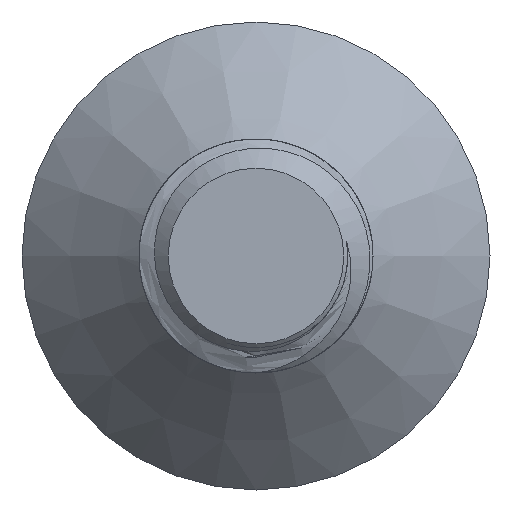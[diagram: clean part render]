
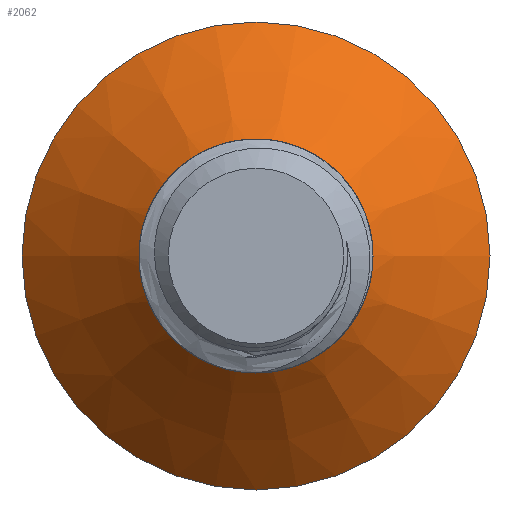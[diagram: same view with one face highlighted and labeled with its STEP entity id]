
A CAD part, left-side view. The second image highlights one B-rep face of the part: STEP entity #2062.
In plain terms, the highlighted conical face has half-angle 45 degrees and reference radius 3 mm.
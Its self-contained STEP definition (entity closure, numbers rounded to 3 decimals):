
#38=CONICAL_SURFACE('',#2194,3.,0.785);
#138=FACE_OUTER_BOUND('',#252,.T.);
#252=EDGE_LOOP('',(#1602,#1603,#1604,#1605,#1606,#1607,#1608,#1609));
#274=CIRCLE('',#2099,3.);
#277=CIRCLE('',#2195,6.);
#278=CIRCLE('',#2196,2.35);
#473=B_SPLINE_CURVE_WITH_KNOTS('',3,(#9533,#9534,#9535,#9536,#9537,#9538,
#9539,#9540,#9541,#9542,#9543,#9544,#9545,#9546,#9547,#9548,#9549,#9550,
#9551,#9552,#9553,#9554,#9555,#9556),.UNSPECIFIED.,.F.,.F.,(4,2,2,2,2,2,
2,2,2,2,2,4),(0.581,0.588,0.639,0.677,
0.705,0.725,0.741,0.752,
0.76,0.768,0.772,0.775),
 .UNSPECIFIED.);
#474=B_SPLINE_CURVE_WITH_KNOTS('',3,(#9558,#9559,#9560,#9561,#9562,#9563,
#9564,#9565,#9566,#9567,#9568,#9569,#9570,#9571),.UNSPECIFIED.,.F.,.F.,
(4,2,2,2,2,2,4),(0.,0.083,0.149,
0.217,0.294,0.335,0.374),
 .UNSPECIFIED.);
#475=B_SPLINE_CURVE_WITH_KNOTS('',3,(#9574,#9575,#9576,#9577,#9578,#9579,
#9580,#9581,#9582,#9583,#9584,#9585,#9586,#9587,#9588,#9589,#9590,#9591),
 .UNSPECIFIED.,.F.,.F.,(4,2,2,2,2,2,2,2,4),(0.,0.062,
0.127,0.223,0.31,0.392,
0.463,0.529,0.581),.UNSPECIFIED.);
#575=LINE('',#9532,#682);
#682=VECTOR('',#2516,3.);
#699=VERTEX_POINT('',#2593);
#700=VERTEX_POINT('',#2604);
#889=VERTEX_POINT('',#9529);
#890=VERTEX_POINT('',#9531);
#891=VERTEX_POINT('',#9557);
#892=VERTEX_POINT('',#9572);
#910=EDGE_CURVE('',#700,#699,#274,.T.);
#1190=EDGE_CURVE('',#889,#889,#277,.T.);
#1191=EDGE_CURVE('',#889,#890,#575,.T.);
#1192=EDGE_CURVE('',#890,#700,#473,.T.);
#1193=EDGE_CURVE('',#699,#891,#474,.T.);
#1194=EDGE_CURVE('',#891,#892,#278,.T.);
#1195=EDGE_CURVE('',#892,#890,#475,.T.);
#1602=ORIENTED_EDGE('',*,*,#1190,.F.);
#1603=ORIENTED_EDGE('',*,*,#1191,.T.);
#1604=ORIENTED_EDGE('',*,*,#1192,.T.);
#1605=ORIENTED_EDGE('',*,*,#910,.T.);
#1606=ORIENTED_EDGE('',*,*,#1193,.T.);
#1607=ORIENTED_EDGE('',*,*,#1194,.T.);
#1608=ORIENTED_EDGE('',*,*,#1195,.T.);
#1609=ORIENTED_EDGE('',*,*,#1191,.F.);
#2062=ADVANCED_FACE('',(#138),#38,.T.);
#2099=AXIS2_PLACEMENT_3D('',#2605,#2231,#2232);
#2194=AXIS2_PLACEMENT_3D('',#9528,#2512,#2513);
#2195=AXIS2_PLACEMENT_3D('',#9530,#2514,#2515);
#2196=AXIS2_PLACEMENT_3D('',#9573,#2517,#2518);
#2231=DIRECTION('center_axis',(0.,0.,1.));
#2232=DIRECTION('ref_axis',(0.,-1.,0.));
#2512=DIRECTION('center_axis',(0.,0.,1.));
#2513=DIRECTION('ref_axis',(0.,-1.,0.));
#2514=DIRECTION('center_axis',(0.,0.,1.));
#2515=DIRECTION('ref_axis',(0.,-1.,0.));
#2516=DIRECTION('',(0.,-0.707,-0.707));
#2517=DIRECTION('center_axis',(0.,0.,1.));
#2518=DIRECTION('ref_axis',(1.,0.,0.));
#2593=CARTESIAN_POINT('',(2.851,-0.933,-3.3));
#2604=CARTESIAN_POINT('',(1.357,-2.676,-3.3));
#2605=CARTESIAN_POINT('Origin',(0.,0.,-3.3));
#9528=CARTESIAN_POINT('Origin',(0.,0.,-3.3));
#9529=CARTESIAN_POINT('',(0.,6.,-0.3));
#9530=CARTESIAN_POINT('Origin',(0.,0.,-0.3));
#9531=CARTESIAN_POINT('',(0.,2.635,-3.665));
#9532=CARTESIAN_POINT('',(0.,3.,-3.3));
#9533=CARTESIAN_POINT('Ctrl Pts',(0.,2.635,
-3.665));
#9534=CARTESIAN_POINT('Ctrl Pts',(-0.047,2.637,
-3.663));
#9535=CARTESIAN_POINT('Ctrl Pts',(-0.095,2.638,
-3.661));
#9536=CARTESIAN_POINT('Ctrl Pts',(-0.481,2.631,-3.647));
#9537=CARTESIAN_POINT('Ctrl Pts',(-0.813,2.561,-3.634));
#9538=CARTESIAN_POINT('Ctrl Pts',(-1.35,2.338,-3.611));
#9539=CARTESIAN_POINT('Ctrl Pts',(-1.678,2.167,-3.598));
#9540=CARTESIAN_POINT('Ctrl Pts',(-2.243,1.596,-3.569));
#9541=CARTESIAN_POINT('Ctrl Pts',(-2.437,1.307,-3.556));
#9542=CARTESIAN_POINT('Ctrl Pts',(-2.672,0.759,-3.534));
#9543=CARTESIAN_POINT('Ctrl Pts',(-2.792,0.399,-3.52));
#9544=CARTESIAN_POINT('Ctrl Pts',(-2.799,-0.427,
-3.491));
#9545=CARTESIAN_POINT('Ctrl Pts',(-2.735,-0.779,
-3.478));
#9546=CARTESIAN_POINT('Ctrl Pts',(-2.518,-1.346,-3.456));
#9547=CARTESIAN_POINT('Ctrl Pts',(-2.35,-1.698,-3.442));
#9548=CARTESIAN_POINT('Ctrl Pts',(-1.761,-2.315,-3.414));
#9549=CARTESIAN_POINT('Ctrl Pts',(-1.464,-2.529,-3.401));
#9550=CARTESIAN_POINT('Ctrl Pts',(-0.785,-2.845,
-3.374));
#9551=CARTESIAN_POINT('Ctrl Pts',(-0.407,-2.936,
-3.361));
#9552=CARTESIAN_POINT('Ctrl Pts',(0.138,-2.958,-3.343));
#9553=CARTESIAN_POINT('Ctrl Pts',(0.389,-2.956,-3.335));
#9554=CARTESIAN_POINT('Ctrl Pts',(0.923,-2.847,-3.316));
#9555=CARTESIAN_POINT('Ctrl Pts',(1.145,-2.774,-3.308));
#9556=CARTESIAN_POINT('Ctrl Pts',(1.357,-2.676,-3.3));
#9557=CARTESIAN_POINT('',(-1.057,-2.099,-3.95));
#9558=CARTESIAN_POINT('Ctrl Pts',(2.851,-0.933,-3.3));
#9559=CARTESIAN_POINT('Ctrl Pts',(2.734,-1.18,-3.335));
#9560=CARTESIAN_POINT('Ctrl Pts',(2.582,-1.409,-3.371));
#9561=CARTESIAN_POINT('Ctrl Pts',(2.257,-1.779,-3.435));
#9562=CARTESIAN_POINT('Ctrl Pts',(2.05,-1.978,-3.47));
#9563=CARTESIAN_POINT('Ctrl Pts',(1.495,-2.325,-3.556));
#9564=CARTESIAN_POINT('Ctrl Pts',(1.185,-2.446,-3.602));
#9565=CARTESIAN_POINT('Ctrl Pts',(0.489,-2.577,-3.704));
#9566=CARTESIAN_POINT('Ctrl Pts',(0.129,-2.562,-3.753));
#9567=CARTESIAN_POINT('Ctrl Pts',(-0.342,-2.459,-3.823));
#9568=CARTESIAN_POINT('Ctrl Pts',(-0.499,-2.406,
-3.848));
#9569=CARTESIAN_POINT('Ctrl Pts',(-0.794,-2.271,
-3.899));
#9570=CARTESIAN_POINT('Ctrl Pts',(-0.93,-2.192,
-3.924));
#9571=CARTESIAN_POINT('Ctrl Pts',(-1.057,-2.099,-3.95));
#9572=CARTESIAN_POINT('',(0.737,-2.232,-3.95));
#9573=CARTESIAN_POINT('Origin',(0.,0.,-3.95));
#9574=CARTESIAN_POINT('Ctrl Pts',(0.737,-2.232,-3.95));
#9575=CARTESIAN_POINT('Ctrl Pts',(0.934,-2.176,-3.941));
#9576=CARTESIAN_POINT('Ctrl Pts',(1.124,-2.095,-3.932));
#9577=CARTESIAN_POINT('Ctrl Pts',(1.487,-1.879,-3.913));
#9578=CARTESIAN_POINT('Ctrl Pts',(1.656,-1.744,-3.905));
#9579=CARTESIAN_POINT('Ctrl Pts',(2.026,-1.356,-3.883));
#9580=CARTESIAN_POINT('Ctrl Pts',(2.199,-1.084,-3.869));
#9581=CARTESIAN_POINT('Ctrl Pts',(2.419,-0.517,-3.844));
#9582=CARTESIAN_POINT('Ctrl Pts',(2.485,-0.203,-3.831));
#9583=CARTESIAN_POINT('Ctrl Pts',(2.472,0.475,-3.804));
#9584=CARTESIAN_POINT('Ctrl Pts',(2.401,0.801,-3.791));
#9585=CARTESIAN_POINT('Ctrl Pts',(2.154,1.366,-3.765));
#9586=CARTESIAN_POINT('Ctrl Pts',(1.979,1.646,-3.753));
#9587=CARTESIAN_POINT('Ctrl Pts',(1.47,2.141,-3.726));
#9588=CARTESIAN_POINT('Ctrl Pts',(1.181,2.328,-3.712));
#9589=CARTESIAN_POINT('Ctrl Pts',(0.618,2.552,-3.688));
#9590=CARTESIAN_POINT('Ctrl Pts',(0.327,2.624,-3.676));
#9591=CARTESIAN_POINT('Ctrl Pts',(0.,2.635,
-3.665));
